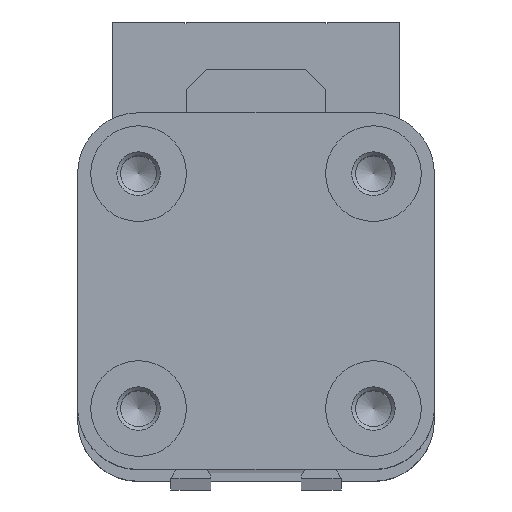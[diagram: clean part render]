
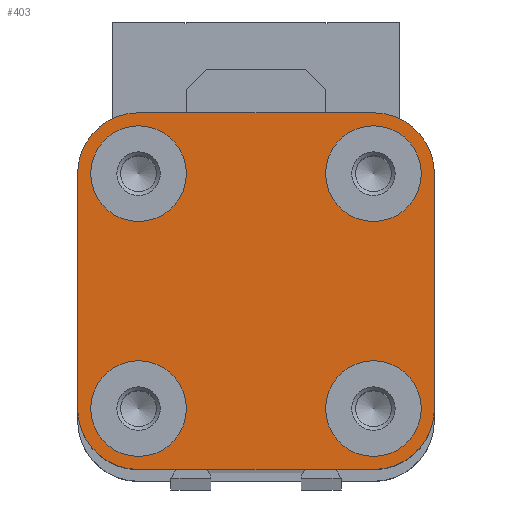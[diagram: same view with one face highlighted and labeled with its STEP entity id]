
A CAD part, top view. The second image highlights one B-rep face of the part: STEP entity #403.
In plain terms, the highlighted planar face has unit normal (0, 0, 1).
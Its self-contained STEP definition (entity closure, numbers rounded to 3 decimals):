
#403 = ADVANCED_FACE( '', ( #930, #931, #932, #933, #934 ), #935, .T. );
#930 = FACE_BOUND( '', #1661, .T. );
#931 = FACE_BOUND( '', #1662, .T. );
#932 = FACE_BOUND( '', #1663, .T. );
#933 = FACE_BOUND( '', #1664, .T. );
#934 = FACE_OUTER_BOUND( '', #1665, .T. );
#935 = PLANE( '', #1666 );
#1661 = EDGE_LOOP( '', ( #2624 ) );
#1662 = EDGE_LOOP( '', ( #2625 ) );
#1663 = EDGE_LOOP( '', ( #2626 ) );
#1664 = EDGE_LOOP( '', ( #2627 ) );
#1665 = EDGE_LOOP( '', ( #2628, #2629, #2630, #2631, #2632, #2633, #2634, #2635 ) );
#1666 = AXIS2_PLACEMENT_3D( '', #2636, #2637, #2638 );
#2624 = ORIENTED_EDGE( '', *, *, #4293, .T. );
#2625 = ORIENTED_EDGE( '', *, *, #4294, .T. );
#2626 = ORIENTED_EDGE( '', *, *, #4295, .T. );
#2627 = ORIENTED_EDGE( '', *, *, #4296, .T. );
#2628 = ORIENTED_EDGE( '', *, *, #4297, .T. );
#2629 = ORIENTED_EDGE( '', *, *, #4298, .T. );
#2630 = ORIENTED_EDGE( '', *, *, #4299, .T. );
#2631 = ORIENTED_EDGE( '', *, *, #4300, .T. );
#2632 = ORIENTED_EDGE( '', *, *, #4301, .T. );
#2633 = ORIENTED_EDGE( '', *, *, #4302, .T. );
#2634 = ORIENTED_EDGE( '', *, *, #4303, .T. );
#2635 = ORIENTED_EDGE( '', *, *, #4279, .T. );
#2636 = CARTESIAN_POINT( '', ( -13.5, -13.5, 400. ) );
#2637 = DIRECTION( '', ( 0., 0., 1. ) );
#2638 = DIRECTION( '', ( 1., 0., 0. ) );
#4279 = EDGE_CURVE( '', #5139, #5137, #5140, .T. );
#4293 = EDGE_CURVE( '', #5159, #5159, #5160, .F. );
#4294 = EDGE_CURVE( '', #5161, #5161, #5162, .F. );
#4295 = EDGE_CURVE( '', #5163, #5163, #5164, .F. );
#4296 = EDGE_CURVE( '', #5165, #5165, #5166, .F. );
#4297 = EDGE_CURVE( '', #5137, #5167, #5168, .T. );
#4298 = EDGE_CURVE( '', #5167, #5169, #5170, .T. );
#4299 = EDGE_CURVE( '', #5169, #5171, #5172, .T. );
#4300 = EDGE_CURVE( '', #5171, #5173, #5174, .T. );
#4301 = EDGE_CURVE( '', #5173, #5175, #5176, .T. );
#4302 = EDGE_CURVE( '', #5175, #5177, #5178, .T. );
#4303 = EDGE_CURVE( '', #5177, #5139, #5179, .T. );
#5137 = VERTEX_POINT( '', #6302 );
#5139 = VERTEX_POINT( '', #6305 );
#5140 = CIRCLE( '', #6306, 7. );
#5159 = VERTEX_POINT( '', #6326 );
#5160 = CIRCLE( '', #6327, 5.5 );
#5161 = VERTEX_POINT( '', #6328 );
#5162 = CIRCLE( '', #6329, 5.5 );
#5163 = VERTEX_POINT( '', #6330 );
#5164 = CIRCLE( '', #6331, 5.5 );
#5165 = VERTEX_POINT( '', #6332 );
#5166 = CIRCLE( '', #6333, 5.5 );
#5167 = VERTEX_POINT( '', #6334 );
#5168 = LINE( '', #6335, #6336 );
#5169 = VERTEX_POINT( '', #6337 );
#5170 = CIRCLE( '', #6338, 7. );
#5171 = VERTEX_POINT( '', #6339 );
#5172 = LINE( '', #6340, #6341 );
#5173 = VERTEX_POINT( '', #6342 );
#5174 = CIRCLE( '', #6343, 7. );
#5175 = VERTEX_POINT( '', #6344 );
#5176 = LINE( '', #6345, #6346 );
#5177 = VERTEX_POINT( '', #6347 );
#5178 = CIRCLE( '', #6348, 7. );
#5179 = LINE( '', #6349, #6350 );
#6302 = CARTESIAN_POINT( '', ( -20.5, 13.5, 400. ) );
#6305 = CARTESIAN_POINT( '', ( -13.5, 20.5, 400. ) );
#6306 = AXIS2_PLACEMENT_3D( '', #7445, #7446, #7447 );
#6326 = CARTESIAN_POINT( '', ( 19., -13.5, 400. ) );
#6327 = AXIS2_PLACEMENT_3D( '', #7467, #7468, #7469 );
#6328 = CARTESIAN_POINT( '', ( -8., -13.5, 400. ) );
#6329 = AXIS2_PLACEMENT_3D( '', #7470, #7471, #7472 );
#6330 = CARTESIAN_POINT( '', ( 19., 13.5, 400. ) );
#6331 = AXIS2_PLACEMENT_3D( '', #7473, #7474, #7475 );
#6332 = CARTESIAN_POINT( '', ( -8., 13.5, 400. ) );
#6333 = AXIS2_PLACEMENT_3D( '', #7476, #7477, #7478 );
#6334 = CARTESIAN_POINT( '', ( -20.5, -13.5, 400. ) );
#6335 = CARTESIAN_POINT( '', ( -20.5, 13.5, 400. ) );
#6336 = VECTOR( '', #7479, 1000. );
#6337 = CARTESIAN_POINT( '', ( -13.5, -20.5, 400. ) );
#6338 = AXIS2_PLACEMENT_3D( '', #7480, #7481, #7482 );
#6339 = CARTESIAN_POINT( '', ( 13.5, -20.5, 400. ) );
#6340 = CARTESIAN_POINT( '', ( -13.5, -20.5, 400. ) );
#6341 = VECTOR( '', #7483, 1000. );
#6342 = CARTESIAN_POINT( '', ( 20.5, -13.5, 400. ) );
#6343 = AXIS2_PLACEMENT_3D( '', #7484, #7485, #7486 );
#6344 = CARTESIAN_POINT( '', ( 20.5, 13.5, 400. ) );
#6345 = CARTESIAN_POINT( '', ( 20.5, -13.5, 400. ) );
#6346 = VECTOR( '', #7487, 1000. );
#6347 = CARTESIAN_POINT( '', ( 13.5, 20.5, 400. ) );
#6348 = AXIS2_PLACEMENT_3D( '', #7488, #7489, #7490 );
#6349 = CARTESIAN_POINT( '', ( 13.5, 20.5, 400. ) );
#6350 = VECTOR( '', #7491, 1000. );
#7445 = CARTESIAN_POINT( '', ( -13.5, 13.5, 400. ) );
#7446 = DIRECTION( '', ( 0., 0., 1. ) );
#7447 = DIRECTION( '', ( 1., 0., 0. ) );
#7467 = CARTESIAN_POINT( '', ( 13.5, -13.5, 400. ) );
#7468 = DIRECTION( '', ( 0., 0., 1. ) );
#7469 = DIRECTION( '', ( 1., 0., 0. ) );
#7470 = CARTESIAN_POINT( '', ( -13.5, -13.5, 400. ) );
#7471 = DIRECTION( '', ( 0., 0., 1. ) );
#7472 = DIRECTION( '', ( 1., 0., 0. ) );
#7473 = CARTESIAN_POINT( '', ( 13.5, 13.5, 400. ) );
#7474 = DIRECTION( '', ( 0., 0., 1. ) );
#7475 = DIRECTION( '', ( 1., 0., 0. ) );
#7476 = CARTESIAN_POINT( '', ( -13.5, 13.5, 400. ) );
#7477 = DIRECTION( '', ( 0., 0., 1. ) );
#7478 = DIRECTION( '', ( 1., 0., 0. ) );
#7479 = DIRECTION( '', ( 0., -1., 0. ) );
#7480 = CARTESIAN_POINT( '', ( -13.5, -13.5, 400. ) );
#7481 = DIRECTION( '', ( 0., 0., 1. ) );
#7482 = DIRECTION( '', ( 1., 0., 0. ) );
#7483 = DIRECTION( '', ( 1., 0., 0. ) );
#7484 = CARTESIAN_POINT( '', ( 13.5, -13.5, 400. ) );
#7485 = DIRECTION( '', ( 0., 0., 1. ) );
#7486 = DIRECTION( '', ( 1., 0., 0. ) );
#7487 = DIRECTION( '', ( 0., 1., 0. ) );
#7488 = CARTESIAN_POINT( '', ( 13.5, 13.5, 400. ) );
#7489 = DIRECTION( '', ( 0., 0., 1. ) );
#7490 = DIRECTION( '', ( 1., 0., 0. ) );
#7491 = DIRECTION( '', ( -1., 0., 0. ) );
